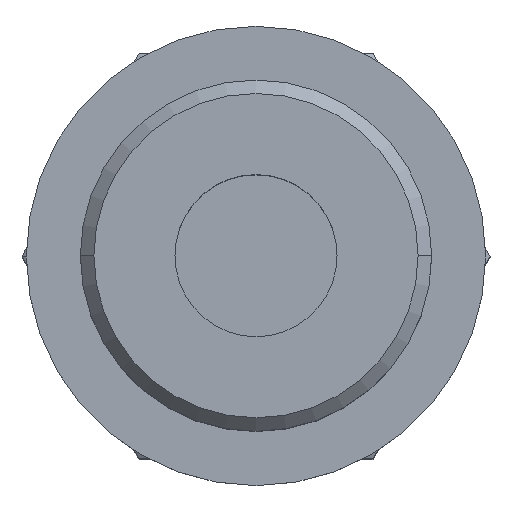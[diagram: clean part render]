
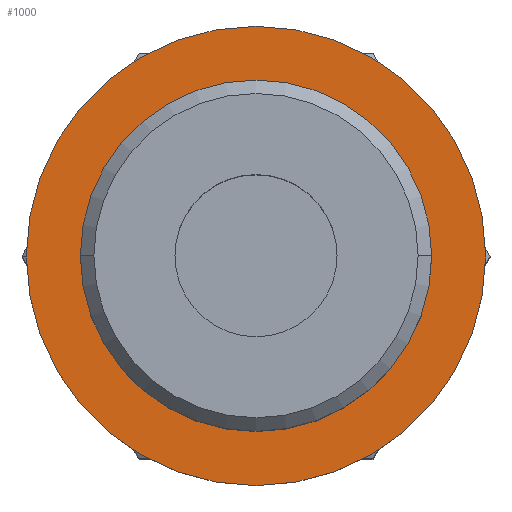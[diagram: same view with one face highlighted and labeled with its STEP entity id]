
A CAD part, top view. The second image highlights one B-rep face of the part: STEP entity #1000.
In plain terms, the highlighted planar face has unit normal (0, 0, 1).
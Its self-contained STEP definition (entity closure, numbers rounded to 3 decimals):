
#23 = AXIS2_PLACEMENT_3D ( 'NONE', #1317, #1351, #1354 ) ;
#24 = EDGE_CURVE ( 'NONE', #1119, #1117, #1912, .T. ) ;
#102 = EDGE_CURVE ( 'NONE', #1497, #1501, #1934, .T. ) ;
#149 = EDGE_CURVE ( 'NONE', #1501, #1497, #2200, .T. ) ;
#154 = EDGE_CURVE ( 'NONE', #1117, #1119, #2193, .T. ) ;
#198 = AXIS2_PLACEMENT_3D ( 'NONE', #1140, #1132, #1133 ) ;
#235 = AXIS2_PLACEMENT_3D ( 'NONE', #2413, #2378, #2453 ) ;
#246 = AXIS2_PLACEMENT_3D ( 'NONE', #2367, #2330, #2369 ) ;
#293 = AXIS2_PLACEMENT_3D ( 'NONE', #727, #492, #644 ) ;
#492 = DIRECTION ( 'NONE',  ( 0., 0., 1. ) ) ;
#573 = PLANE ( 'NONE',  #293 ) ;
#644 = DIRECTION ( 'NONE',  ( 1., 0., 0. ) ) ;
#727 = CARTESIAN_POINT ( 'NONE',  ( 0., 0., 1.01 ) ) ;
#768 = CARTESIAN_POINT ( 'NONE',  ( -6.5, 0., 1.01 ) ) ;
#775 = CARTESIAN_POINT ( 'NONE',  ( 6.5, 0., 1.01 ) ) ;
#856 = CARTESIAN_POINT ( 'NONE',  ( -8.5, 0., 1.01 ) ) ;
#893 = CARTESIAN_POINT ( 'NONE',  ( 8.5, 0., 1.01 ) ) ;
#1000 = ADVANCED_FACE ( 'NONE', ( #2015, #1855 ), #573, .T. ) ;
#1117 = VERTEX_POINT ( 'NONE', #893 ) ;
#1119 = VERTEX_POINT ( 'NONE', #856 ) ;
#1132 = DIRECTION ( 'NONE',  ( 0., 0., 1. ) ) ;
#1133 = DIRECTION ( 'NONE',  ( 1., 0., 0. ) ) ;
#1140 = CARTESIAN_POINT ( 'NONE',  ( 0., 0., 1.01 ) ) ;
#1317 = CARTESIAN_POINT ( 'NONE',  ( 0., 0., 1.01 ) ) ;
#1351 = DIRECTION ( 'NONE',  ( 0., 0., 1. ) ) ;
#1354 = DIRECTION ( 'NONE',  ( 1., 0., 0. ) ) ;
#1497 = VERTEX_POINT ( 'NONE', #768 ) ;
#1501 = VERTEX_POINT ( 'NONE', #775 ) ;
#1577 = ORIENTED_EDGE ( 'NONE', *, *, #102, .F. ) ;
#1698 = ORIENTED_EDGE ( 'NONE', *, *, #149, .F. ) ;
#1755 = ORIENTED_EDGE ( 'NONE', *, *, #24, .T. ) ;
#1756 = ORIENTED_EDGE ( 'NONE', *, *, #154, .T. ) ;
#1855 = FACE_BOUND ( 'NONE', #2047, .T. ) ;
#1912 = CIRCLE ( 'NONE', #23, 8.5 ) ;
#1934 = CIRCLE ( 'NONE', #198, 6.5 ) ;
#2015 = FACE_OUTER_BOUND ( 'NONE', #2087, .T. ) ;
#2047 = EDGE_LOOP ( 'NONE', ( #1577, #1698 ) ) ;
#2087 = EDGE_LOOP ( 'NONE', ( #1755, #1756 ) ) ;
#2193 = CIRCLE ( 'NONE', #246, 8.5 ) ;
#2200 = CIRCLE ( 'NONE', #235, 6.5 ) ;
#2330 = DIRECTION ( 'NONE',  ( 0., 0., 1. ) ) ;
#2367 = CARTESIAN_POINT ( 'NONE',  ( 0., 0., 1.01 ) ) ;
#2369 = DIRECTION ( 'NONE',  ( 1., 0., 0. ) ) ;
#2378 = DIRECTION ( 'NONE',  ( 0., 0., 1. ) ) ;
#2413 = CARTESIAN_POINT ( 'NONE',  ( 0., 0., 1.01 ) ) ;
#2453 = DIRECTION ( 'NONE',  ( 1., 0., 0. ) ) ;
